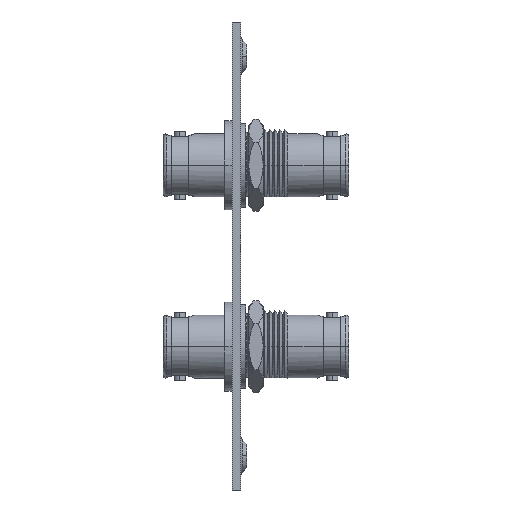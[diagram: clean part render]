
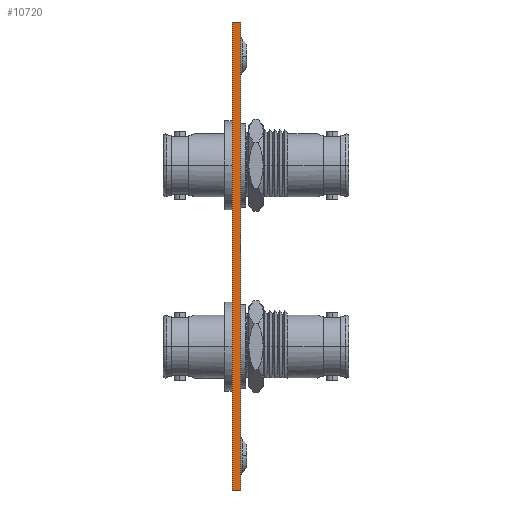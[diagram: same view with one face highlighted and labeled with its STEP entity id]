
A CAD part, left-side view. The second image highlights one B-rep face of the part: STEP entity #10720.
In plain terms, the highlighted planar face has unit normal (-1, 0, 0).
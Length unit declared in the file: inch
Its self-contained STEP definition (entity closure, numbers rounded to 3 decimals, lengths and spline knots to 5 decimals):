
#149 = VECTOR ( 'NONE', #3925, 39.37008 ) ;
#387 = LINE ( 'NONE', #10134, #149 ) ;
#1462 = AXIS2_PLACEMENT_3D ( 'NONE', #6822, #11280, #2410 ) ;
#1710 = CARTESIAN_POINT ( 'NONE',  ( -1.34, 0., 1.615 ) ) ;
#1998 = EDGE_CURVE ( 'NONE', #9155, #5865, #387, .T. ) ;
#2223 = VERTEX_POINT ( 'NONE', #9122 ) ;
#2260 = DIRECTION ( 'NONE',  ( 0., 0., 1. ) ) ;
#2305 = CARTESIAN_POINT ( 'NONE',  ( -1.34, 0., -1.615 ) ) ;
#2410 = DIRECTION ( 'NONE',  ( 0., 0., 1. ) ) ;
#2619 = LINE ( 'NONE', #11370, #9190 ) ;
#3391 = CARTESIAN_POINT ( 'NONE',  ( -1.34, 0.06, -1.615 ) ) ;
#3423 = DIRECTION ( 'NONE',  ( 0., -1., 0. ) ) ;
#3508 = CARTESIAN_POINT ( 'NONE',  ( -1.34, 0.06, -1.615 ) ) ;
#3726 = EDGE_CURVE ( 'NONE', #5865, #4507, #8456, .T. ) ;
#3925 = DIRECTION ( 'NONE',  ( 0., -1., 0. ) ) ;
#4139 = CARTESIAN_POINT ( 'NONE',  ( -1.34, 0., -1.615 ) ) ;
#4507 = VERTEX_POINT ( 'NONE', #1710 ) ;
#4779 = EDGE_CURVE ( 'NONE', #2223, #4507, #2619, .T. ) ;
#5131 = PLANE ( 'NONE',  #1462 ) ;
#5865 = VERTEX_POINT ( 'NONE', #4139 ) ;
#6822 = CARTESIAN_POINT ( 'NONE',  ( -1.34, 0.06, -1.615 ) ) ;
#7314 = ORIENTED_EDGE ( 'NONE', *, *, #4779, .F. ) ;
#7745 = FACE_OUTER_BOUND ( 'NONE', #10570, .T. ) ;
#8111 = ORIENTED_EDGE ( 'NONE', *, *, #10798, .F. ) ;
#8456 = LINE ( 'NONE', #2305, #11442 ) ;
#8567 = ORIENTED_EDGE ( 'NONE', *, *, #3726, .T. ) ;
#9122 = CARTESIAN_POINT ( 'NONE',  ( -1.34, 0.06, 1.615 ) ) ;
#9155 = VERTEX_POINT ( 'NONE', #3391 ) ;
#9190 = VECTOR ( 'NONE', #3423, 39.37008 ) ;
#10000 = VECTOR ( 'NONE', #10292, 39.37008 ) ;
#10131 = ORIENTED_EDGE ( 'NONE', *, *, #1998, .T. ) ;
#10134 = CARTESIAN_POINT ( 'NONE',  ( -1.34, 0.06, -1.615 ) ) ;
#10292 = DIRECTION ( 'NONE',  ( 0., 0., 1. ) ) ;
#10570 = EDGE_LOOP ( 'NONE', ( #7314, #8111, #10131, #8567 ) ) ;
#10720 = ADVANCED_FACE ( 'NONE', ( #7745 ), #5131, .T. ) ;
#10798 = EDGE_CURVE ( 'NONE', #9155, #2223, #11455, .T. ) ;
#11280 = DIRECTION ( 'NONE',  ( -1., 0., 0. ) ) ;
#11370 = CARTESIAN_POINT ( 'NONE',  ( -1.34, 0.06, 1.615 ) ) ;
#11442 = VECTOR ( 'NONE', #2260, 39.37008 ) ;
#11455 = LINE ( 'NONE', #3508, #10000 ) ;
